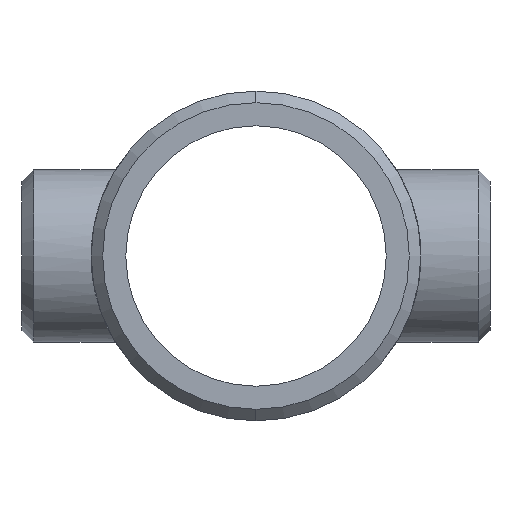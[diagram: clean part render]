
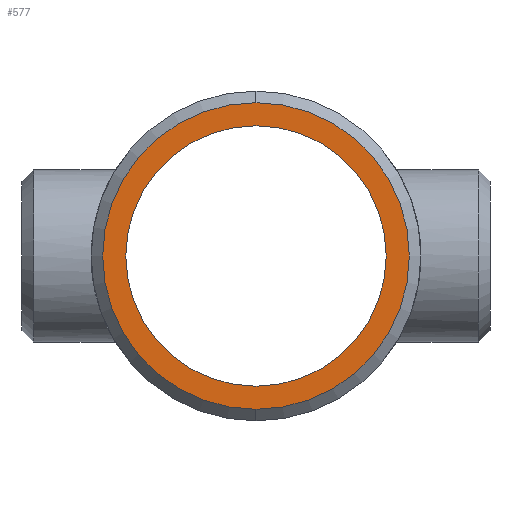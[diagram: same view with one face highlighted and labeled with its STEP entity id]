
A CAD part, left-side view. The second image highlights one B-rep face of the part: STEP entity #577.
In plain terms, the highlighted planar face has unit normal (-1, 0, 0).
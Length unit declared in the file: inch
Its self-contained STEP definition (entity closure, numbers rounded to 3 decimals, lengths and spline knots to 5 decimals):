
#16 = FACE_OUTER_BOUND ( 'NONE', #102, .T. ) ;
#48 = CARTESIAN_POINT ( 'NONE',  ( -7., 0., 0. ) ) ;
#85 = ORIENTED_EDGE ( 'NONE', *, *, #260, .T. ) ;
#102 = EDGE_LOOP ( 'NONE', ( #439, #539 ) ) ;
#148 = DIRECTION ( 'NONE',  ( 0., 0., 1. ) ) ;
#177 = VERTEX_POINT ( 'NONE', #1062 ) ;
#209 = DIRECTION ( 'NONE',  ( 0., 0., -1. ) ) ;
#213 = CIRCLE ( 'NONE', #1203, 4.0105 ) ;
#260 = EDGE_CURVE ( 'NONE', #407, #790, #703, .T. ) ;
#306 = VERTEX_POINT ( 'NONE', #522 ) ;
#307 = EDGE_CURVE ( 'NONE', #177, #306, #518, .T. ) ;
#348 = EDGE_CURVE ( 'NONE', #306, #177, #213, .T. ) ;
#362 = AXIS2_PLACEMENT_3D ( 'NONE', #665, #472, #652 ) ;
#404 = PLANE ( 'NONE',  #791 ) ;
#407 = VERTEX_POINT ( 'NONE', #935 ) ;
#423 = DIRECTION ( 'NONE',  ( 1., 0., 0. ) ) ;
#428 = CARTESIAN_POINT ( 'NONE',  ( -7., 0., 0. ) ) ;
#433 = EDGE_CURVE ( 'NONE', #790, #407, #905, .T. ) ;
#439 = ORIENTED_EDGE ( 'NONE', *, *, #307, .T. ) ;
#445 = CARTESIAN_POINT ( 'NONE',  ( -7., 0., 3.4065 ) ) ;
#472 = DIRECTION ( 'NONE',  ( 1., 0., 0. ) ) ;
#518 = CIRCLE ( 'NONE', #1227, 4.0105 ) ;
#522 = CARTESIAN_POINT ( 'NONE',  ( -7., 0., 4.0105 ) ) ;
#531 = CARTESIAN_POINT ( 'NONE',  ( -7., 0., 0. ) ) ;
#539 = ORIENTED_EDGE ( 'NONE', *, *, #348, .T. ) ;
#577 = ADVANCED_FACE ( 'NONE', ( #16, #1159 ), #404, .T. ) ;
#618 = DIRECTION ( 'NONE',  ( 0., 0., 1. ) ) ;
#631 = DIRECTION ( 'NONE',  ( -1., 0., 0. ) ) ;
#643 = DIRECTION ( 'NONE',  ( -1., 0., 0. ) ) ;
#652 = DIRECTION ( 'NONE',  ( 0., 0., 1. ) ) ;
#665 = CARTESIAN_POINT ( 'NONE',  ( -7., 0., 0. ) ) ;
#703 = CIRCLE ( 'NONE', #1125, 3.4065 ) ;
#760 = EDGE_LOOP ( 'NONE', ( #906, #85 ) ) ;
#786 = CARTESIAN_POINT ( 'NONE',  ( -7., 0., 0. ) ) ;
#790 = VERTEX_POINT ( 'NONE', #445 ) ;
#791 = AXIS2_PLACEMENT_3D ( 'NONE', #786, #793, #209 ) ;
#793 = DIRECTION ( 'NONE',  ( -1., 0., 0. ) ) ;
#905 = CIRCLE ( 'NONE', #362, 3.4065 ) ;
#906 = ORIENTED_EDGE ( 'NONE', *, *, #433, .T. ) ;
#935 = CARTESIAN_POINT ( 'NONE',  ( -7., 0., -3.4065 ) ) ;
#1016 = DIRECTION ( 'NONE',  ( 0., 0., 1. ) ) ;
#1062 = CARTESIAN_POINT ( 'NONE',  ( -7., 0., -4.0105 ) ) ;
#1125 = AXIS2_PLACEMENT_3D ( 'NONE', #531, #423, #618 ) ;
#1159 = FACE_BOUND ( 'NONE', #760, .T. ) ;
#1203 = AXIS2_PLACEMENT_3D ( 'NONE', #428, #643, #148 ) ;
#1227 = AXIS2_PLACEMENT_3D ( 'NONE', #48, #631, #1016 ) ;
